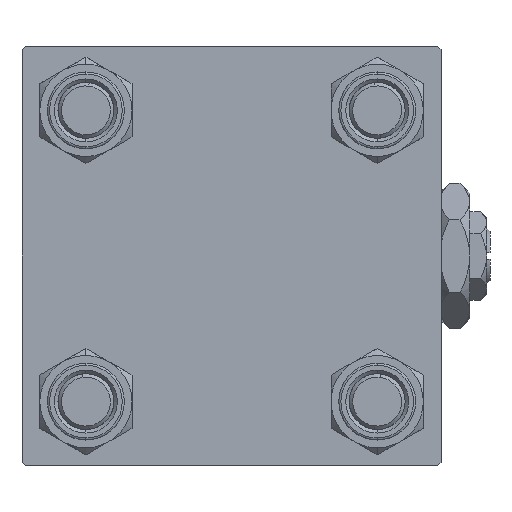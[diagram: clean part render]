
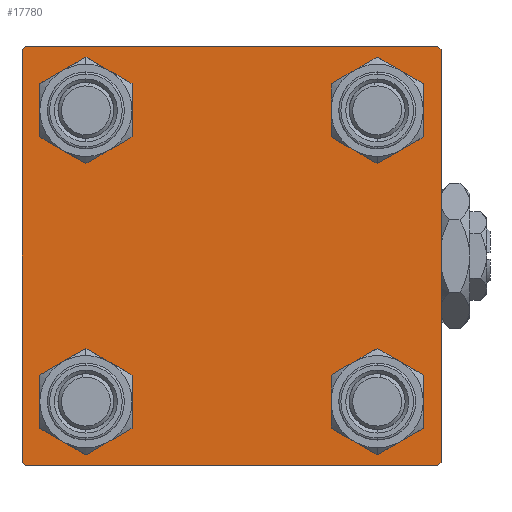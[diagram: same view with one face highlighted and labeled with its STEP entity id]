
A CAD part, left-side view. The second image highlights one B-rep face of the part: STEP entity #17780.
In plain terms, the highlighted planar face has unit normal (-1, 0, 0).
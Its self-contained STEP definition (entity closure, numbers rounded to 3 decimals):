
#128 = EDGE_CURVE ( 'NONE', #26255, #48479, #31091, .T. ) ;
#335 = CIRCLE ( 'NONE', #29655, 4.5 ) ;
#892 = ORIENTED_EDGE ( 'NONE', *, *, #128, .T. ) ;
#980 = DIRECTION ( 'NONE',  ( 0., 0.707, -0.707 ) ) ;
#995 = DIRECTION ( 'NONE',  ( 0., -1., 0. ) ) ;
#1644 = CARTESIAN_POINT ( 'NONE',  ( 0., -20.85, -20.85 ) ) ;
#1770 = CARTESIAN_POINT ( 'NONE',  ( 0., 20.85, -20.85 ) ) ;
#2265 = VERTEX_POINT ( 'NONE', #3628 ) ;
#2307 = DIRECTION ( 'NONE',  ( 0., 0., 1. ) ) ;
#2411 = LINE ( 'NONE', #30774, #15109 ) ;
#2433 = CARTESIAN_POINT ( 'NONE',  ( 0., -20.85, 20.85 ) ) ;
#2890 = EDGE_CURVE ( 'NONE', #34971, #31195, #30038, .T. ) ;
#3399 = EDGE_CURVE ( 'NONE', #34834, #26255, #36952, .T. ) ;
#3628 = CARTESIAN_POINT ( 'NONE',  ( 0., -29.5, 30. ) ) ;
#4651 = VERTEX_POINT ( 'NONE', #40443 ) ;
#4659 = CARTESIAN_POINT ( 'NONE',  ( 0., 29.75, 29.75 ) ) ;
#4885 = CIRCLE ( 'NONE', #9074, 4.5 ) ;
#4932 = CARTESIAN_POINT ( 'NONE',  ( 0., 30., 30. ) ) ;
#5148 = VERTEX_POINT ( 'NONE', #41874 ) ;
#5598 = ORIENTED_EDGE ( 'NONE', *, *, #43371, .T. ) ;
#5971 = DIRECTION ( 'NONE',  ( 1., 0., 0. ) ) ;
#6177 = DIRECTION ( 'NONE',  ( 0., -0.707, 0.707 ) ) ;
#6978 = CARTESIAN_POINT ( 'NONE',  ( 0., 0., 0. ) ) ;
#7218 = CARTESIAN_POINT ( 'NONE',  ( 0., 20.85, 25.35 ) ) ;
#7301 = AXIS2_PLACEMENT_3D ( 'NONE', #46638, #26655, #43200 ) ;
#8522 = VECTOR ( 'NONE', #11150, 1000. ) ;
#9074 = AXIS2_PLACEMENT_3D ( 'NONE', #45641, #5971, #2307 ) ;
#9331 = EDGE_CURVE ( 'NONE', #27478, #24975, #335, .T. ) ;
#10131 = ORIENTED_EDGE ( 'NONE', *, *, #12426, .T. ) ;
#11150 = DIRECTION ( 'NONE',  ( 0., 0., -1. ) ) ;
#11264 = VECTOR ( 'NONE', #41332, 1000. ) ;
#11356 = AXIS2_PLACEMENT_3D ( 'NONE', #38631, #47303, #42823 ) ;
#11921 = VERTEX_POINT ( 'NONE', #42698 ) ;
#12426 = EDGE_CURVE ( 'NONE', #11921, #39474, #28087, .T. ) ;
#13214 = DIRECTION ( 'NONE',  ( 1., 0., 0. ) ) ;
#14019 = CIRCLE ( 'NONE', #7301, 4.5 ) ;
#14600 = EDGE_CURVE ( 'NONE', #48479, #5148, #46476, .T. ) ;
#14860 = AXIS2_PLACEMENT_3D ( 'NONE', #6978, #29826, #22988 ) ;
#15109 = VECTOR ( 'NONE', #22620, 1000. ) ;
#15171 = CARTESIAN_POINT ( 'NONE',  ( 0., 20.85, 20.85 ) ) ;
#15245 = EDGE_CURVE ( 'NONE', #39474, #11921, #39265, .T. ) ;
#15687 = DIRECTION ( 'NONE',  ( 1., 0., 0. ) ) ;
#16065 = VERTEX_POINT ( 'NONE', #17625 ) ;
#16121 = CARTESIAN_POINT ( 'NONE',  ( 0., 20.85, -25.35 ) ) ;
#16988 = CIRCLE ( 'NONE', #30404, 4.5 ) ;
#17456 = DIRECTION ( 'NONE',  ( 0., 0., -1. ) ) ;
#17625 = CARTESIAN_POINT ( 'NONE',  ( 0., -29.5, -30. ) ) ;
#17780 = ADVANCED_FACE ( 'NONE', ( #18807, #30347, #38494, #21942, #37972 ), #18294, .T. ) ;
#17985 = CARTESIAN_POINT ( 'NONE',  ( 0., 30., 30. ) ) ;
#18005 = ORIENTED_EDGE ( 'NONE', *, *, #18926, .T. ) ;
#18235 = LINE ( 'NONE', #30285, #11264 ) ;
#18294 = PLANE ( 'NONE',  #14860 ) ;
#18807 = FACE_BOUND ( 'NONE', #41909, .T. ) ;
#18926 = EDGE_CURVE ( 'NONE', #4651, #21936, #33260, .T. ) ;
#19064 = ORIENTED_EDGE ( 'NONE', *, *, #15245, .T. ) ;
#19326 = VECTOR ( 'NONE', #6177, 1000. ) ;
#20601 = ORIENTED_EDGE ( 'NONE', *, *, #51274, .F. ) ;
#20990 = CARTESIAN_POINT ( 'NONE',  ( 0., -20.85, -25.35 ) ) ;
#21135 = AXIS2_PLACEMENT_3D ( 'NONE', #15171, #27222, #51396 ) ;
#21461 = DIRECTION ( 'NONE',  ( 1., 0., 0. ) ) ;
#21526 = AXIS2_PLACEMENT_3D ( 'NONE', #51640, #15687, #31680 ) ;
#21936 = VERTEX_POINT ( 'NONE', #7218 ) ;
#21942 = FACE_BOUND ( 'NONE', #36662, .T. ) ;
#21979 = CARTESIAN_POINT ( 'NONE',  ( 0., -20.85, 25.35 ) ) ;
#22620 = DIRECTION ( 'NONE',  ( 0., -1., 0. ) ) ;
#22689 = EDGE_CURVE ( 'NONE', #44564, #23762, #14019, .T. ) ;
#22709 = CARTESIAN_POINT ( 'NONE',  ( 0., -29.75, -29.75 ) ) ;
#22988 = DIRECTION ( 'NONE',  ( 0., 0., 1. ) ) ;
#23762 = VERTEX_POINT ( 'NONE', #16121 ) ;
#24142 = EDGE_LOOP ( 'NONE', ( #48261, #49421 ) ) ;
#24566 = VECTOR ( 'NONE', #980, 1000. ) ;
#24586 = EDGE_LOOP ( 'NONE', ( #29307, #38588 ) ) ;
#24624 = LINE ( 'NONE', #4932, #25658 ) ;
#24975 = VERTEX_POINT ( 'NONE', #33478 ) ;
#25013 = DIRECTION ( 'NONE',  ( 0., 0., 1. ) ) ;
#25658 = VECTOR ( 'NONE', #995, 1000. ) ;
#25819 = EDGE_CURVE ( 'NONE', #24975, #27478, #4885, .T. ) ;
#26227 = CARTESIAN_POINT ( 'NONE',  ( 0., 29.75, -29.75 ) ) ;
#26255 = VERTEX_POINT ( 'NONE', #36092 ) ;
#26581 = DIRECTION ( 'NONE',  ( 1., 0., 0. ) ) ;
#26655 = DIRECTION ( 'NONE',  ( 1., 0., 0. ) ) ;
#27183 = ORIENTED_EDGE ( 'NONE', *, *, #14600, .T. ) ;
#27222 = DIRECTION ( 'NONE',  ( 1., 0., 0. ) ) ;
#27478 = VERTEX_POINT ( 'NONE', #20990 ) ;
#28087 = CIRCLE ( 'NONE', #11356, 4.5 ) ;
#28700 = CARTESIAN_POINT ( 'NONE',  ( 0., 29.5, 30. ) ) ;
#29156 = AXIS2_PLACEMENT_3D ( 'NONE', #2433, #26581, #42610 ) ;
#29307 = ORIENTED_EDGE ( 'NONE', *, *, #25819, .T. ) ;
#29648 = DIRECTION ( 'NONE',  ( 0., -0.707, -0.707 ) ) ;
#29655 = AXIS2_PLACEMENT_3D ( 'NONE', #1644, #13214, #25013 ) ;
#29826 = DIRECTION ( 'NONE',  ( -1., 0., 0. ) ) ;
#29879 = EDGE_CURVE ( 'NONE', #5148, #16065, #2411, .T. ) ;
#30038 = LINE ( 'NONE', #37402, #43852 ) ;
#30285 = CARTESIAN_POINT ( 'NONE',  ( 0., -29.75, 29.75 ) ) ;
#30347 = FACE_BOUND ( 'NONE', #24586, .T. ) ;
#30404 = AXIS2_PLACEMENT_3D ( 'NONE', #1770, #21461, #33542 ) ;
#30774 = CARTESIAN_POINT ( 'NONE',  ( 0., 30., -30. ) ) ;
#30878 = EDGE_LOOP ( 'NONE', ( #892, #27183, #36571, #31422, #37183, #5598, #20601, #39334 ) ) ;
#31091 = LINE ( 'NONE', #17985, #8522 ) ;
#31195 = VERTEX_POINT ( 'NONE', #37755 ) ;
#31422 = ORIENTED_EDGE ( 'NONE', *, *, #31526, .T. ) ;
#31526 = EDGE_CURVE ( 'NONE', #16065, #31195, #42149, .T. ) ;
#31680 = DIRECTION ( 'NONE',  ( 0., 0., 1. ) ) ;
#33220 = VECTOR ( 'NONE', #29648, 1000. ) ;
#33260 = CIRCLE ( 'NONE', #21526, 4.5 ) ;
#33478 = CARTESIAN_POINT ( 'NONE',  ( 0., -20.85, -16.35 ) ) ;
#33542 = DIRECTION ( 'NONE',  ( 0., 0., 1. ) ) ;
#33649 = ORIENTED_EDGE ( 'NONE', *, *, #35276, .T. ) ;
#34834 = VERTEX_POINT ( 'NONE', #28700 ) ;
#34971 = VERTEX_POINT ( 'NONE', #42640 ) ;
#35276 = EDGE_CURVE ( 'NONE', #21936, #4651, #48005, .T. ) ;
#36092 = CARTESIAN_POINT ( 'NONE',  ( 0., 30., 29.5 ) ) ;
#36571 = ORIENTED_EDGE ( 'NONE', *, *, #29879, .T. ) ;
#36662 = EDGE_LOOP ( 'NONE', ( #33649, #18005 ) ) ;
#36952 = LINE ( 'NONE', #4659, #24566 ) ;
#37183 = ORIENTED_EDGE ( 'NONE', *, *, #2890, .F. ) ;
#37402 = CARTESIAN_POINT ( 'NONE',  ( 0., -30., 30. ) ) ;
#37755 = CARTESIAN_POINT ( 'NONE',  ( 0., -30., -29.5 ) ) ;
#37972 = FACE_OUTER_BOUND ( 'NONE', #30878, .T. ) ;
#38494 = FACE_BOUND ( 'NONE', #24142, .T. ) ;
#38588 = ORIENTED_EDGE ( 'NONE', *, *, #9331, .T. ) ;
#38631 = CARTESIAN_POINT ( 'NONE',  ( 0., -20.85, 20.85 ) ) ;
#38784 = CARTESIAN_POINT ( 'NONE',  ( 0., 30., -29.5 ) ) ;
#39265 = CIRCLE ( 'NONE', #29156, 4.5 ) ;
#39334 = ORIENTED_EDGE ( 'NONE', *, *, #3399, .T. ) ;
#39474 = VERTEX_POINT ( 'NONE', #21979 ) ;
#39491 = EDGE_CURVE ( 'NONE', #23762, #44564, #16988, .T. ) ;
#40443 = CARTESIAN_POINT ( 'NONE',  ( 0., 20.85, 16.35 ) ) ;
#41332 = DIRECTION ( 'NONE',  ( 0., 0.707, 0.707 ) ) ;
#41874 = CARTESIAN_POINT ( 'NONE',  ( 0., 29.5, -30. ) ) ;
#41909 = EDGE_LOOP ( 'NONE', ( #19064, #10131 ) ) ;
#42149 = LINE ( 'NONE', #22709, #19326 ) ;
#42610 = DIRECTION ( 'NONE',  ( 0., 0., 1. ) ) ;
#42640 = CARTESIAN_POINT ( 'NONE',  ( 0., -30., 29.5 ) ) ;
#42698 = CARTESIAN_POINT ( 'NONE',  ( 0., -20.85, 16.35 ) ) ;
#42823 = DIRECTION ( 'NONE',  ( 0., 0., 1. ) ) ;
#43200 = DIRECTION ( 'NONE',  ( 0., 0., 1. ) ) ;
#43371 = EDGE_CURVE ( 'NONE', #34971, #2265, #18235, .T. ) ;
#43852 = VECTOR ( 'NONE', #17456, 1000. ) ;
#44455 = CARTESIAN_POINT ( 'NONE',  ( 0., 20.85, -16.35 ) ) ;
#44564 = VERTEX_POINT ( 'NONE', #44455 ) ;
#45641 = CARTESIAN_POINT ( 'NONE',  ( 0., -20.85, -20.85 ) ) ;
#46476 = LINE ( 'NONE', #26227, #33220 ) ;
#46638 = CARTESIAN_POINT ( 'NONE',  ( 0., 20.85, -20.85 ) ) ;
#47303 = DIRECTION ( 'NONE',  ( 1., 0., 0. ) ) ;
#48005 = CIRCLE ( 'NONE', #21135, 4.5 ) ;
#48261 = ORIENTED_EDGE ( 'NONE', *, *, #22689, .T. ) ;
#48479 = VERTEX_POINT ( 'NONE', #38784 ) ;
#49421 = ORIENTED_EDGE ( 'NONE', *, *, #39491, .T. ) ;
#51274 = EDGE_CURVE ( 'NONE', #34834, #2265, #24624, .T. ) ;
#51396 = DIRECTION ( 'NONE',  ( 0., 0., 1. ) ) ;
#51640 = CARTESIAN_POINT ( 'NONE',  ( 0., 20.85, 20.85 ) ) ;
